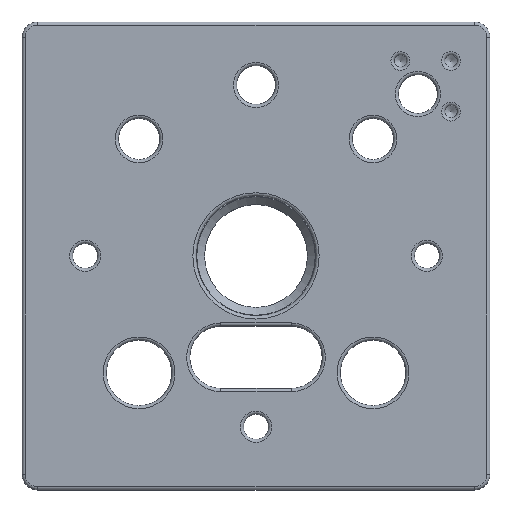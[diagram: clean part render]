
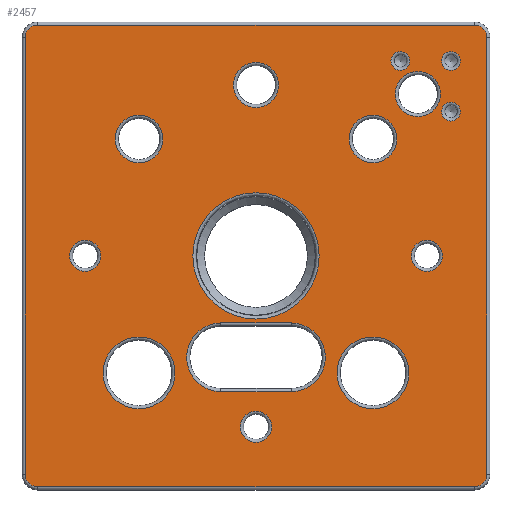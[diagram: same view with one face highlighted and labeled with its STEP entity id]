
A CAD part, top view. The second image highlights one B-rep face of the part: STEP entity #2457.
In plain terms, the highlighted planar face has unit normal (0, 0, 1).
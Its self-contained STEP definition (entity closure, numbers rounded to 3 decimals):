
#37=FACE_BOUND('',#684,.T.);
#38=FACE_BOUND('',#685,.T.);
#39=FACE_BOUND('',#686,.T.);
#40=FACE_BOUND('',#687,.T.);
#41=FACE_BOUND('',#688,.T.);
#42=FACE_BOUND('',#689,.T.);
#43=FACE_BOUND('',#690,.T.);
#44=FACE_BOUND('',#691,.T.);
#45=FACE_BOUND('',#692,.T.);
#46=FACE_BOUND('',#693,.T.);
#47=FACE_BOUND('',#694,.T.);
#48=FACE_BOUND('',#695,.T.);
#49=FACE_BOUND('',#696,.T.);
#50=FACE_BOUND('',#697,.T.);
#71=PLANE('',#2643);
#110=LINE('',#3877,#280);
#112=LINE('',#3889,#282);
#114=LINE('',#3901,#284);
#116=LINE('',#3910,#286);
#128=LINE('',#3940,#298);
#129=LINE('',#3944,#299);
#280=VECTOR('',#2989,10.);
#282=VECTOR('',#3003,10.);
#284=VECTOR('',#3017,10.);
#286=VECTOR('',#3029,10.);
#298=VECTOR('',#3055,10.);
#299=VECTOR('',#3058,10.);
#529=FACE_OUTER_BOUND('',#683,.T.);
#683=EDGE_LOOP('',(#1703,#1704,#1705,#1706,#1707,#1708,#1709,#1710));
#684=EDGE_LOOP('',(#1711,#1712,#1713,#1714));
#685=EDGE_LOOP('',(#1715));
#686=EDGE_LOOP('',(#1716));
#687=EDGE_LOOP('',(#1717));
#688=EDGE_LOOP('',(#1718));
#689=EDGE_LOOP('',(#1719));
#690=EDGE_LOOP('',(#1720));
#691=EDGE_LOOP('',(#1721));
#692=EDGE_LOOP('',(#1722));
#693=EDGE_LOOP('',(#1723));
#694=EDGE_LOOP('',(#1724));
#695=EDGE_LOOP('',(#1725));
#696=EDGE_LOOP('',(#1726));
#697=EDGE_LOOP('',(#1727));
#858=CIRCLE('',#2615,1.6);
#864=CIRCLE('',#2623,1.6);
#868=CIRCLE('',#2629,1.6);
#872=CIRCLE('',#2635,1.6);
#875=CIRCLE('',#2644,4.4);
#876=CIRCLE('',#2645,4.4);
#877=CIRCLE('',#2646,3.05);
#878=CIRCLE('',#2647,4.6);
#879=CIRCLE('',#2648,2.);
#880=CIRCLE('',#2649,2.);
#881=CIRCLE('',#2650,1.2);
#882=CIRCLE('',#2651,2.9);
#883=CIRCLE('',#2652,2.9);
#884=CIRCLE('',#2653,1.2);
#885=CIRCLE('',#2654,1.2);
#886=CIRCLE('',#2655,2.);
#887=CIRCLE('',#2656,4.6);
#888=CIRCLE('',#2657,3.05);
#889=CIRCLE('',#2658,8.1);
#1046=VERTEX_POINT('',#3865);
#1047=VERTEX_POINT('',#3867);
#1049=VERTEX_POINT('',#3873);
#1051=VERTEX_POINT('',#3879);
#1053=VERTEX_POINT('',#3885);
#1055=VERTEX_POINT('',#3891);
#1057=VERTEX_POINT('',#3897);
#1059=VERTEX_POINT('',#3903);
#1070=VERTEX_POINT('',#3938);
#1071=VERTEX_POINT('',#3939);
#1072=VERTEX_POINT('',#3941);
#1073=VERTEX_POINT('',#3943);
#1074=VERTEX_POINT('',#3946);
#1075=VERTEX_POINT('',#3948);
#1076=VERTEX_POINT('',#3950);
#1077=VERTEX_POINT('',#3952);
#1078=VERTEX_POINT('',#3954);
#1079=VERTEX_POINT('',#3956);
#1080=VERTEX_POINT('',#3958);
#1081=VERTEX_POINT('',#3960);
#1082=VERTEX_POINT('',#3962);
#1083=VERTEX_POINT('',#3964);
#1084=VERTEX_POINT('',#3966);
#1085=VERTEX_POINT('',#3968);
#1086=VERTEX_POINT('',#3970);
#1276=EDGE_CURVE('',#1046,#1047,#858,.T.);
#1281=EDGE_CURVE('',#1047,#1049,#110,.T.);
#1284=EDGE_CURVE('',#1049,#1051,#864,.T.);
#1287=EDGE_CURVE('',#1051,#1053,#112,.T.);
#1290=EDGE_CURVE('',#1053,#1055,#868,.T.);
#1293=EDGE_CURVE('',#1055,#1057,#114,.T.);
#1296=EDGE_CURVE('',#1057,#1059,#872,.T.);
#1298=EDGE_CURVE('',#1059,#1046,#116,.T.);
#1312=EDGE_CURVE('',#1070,#1071,#128,.T.);
#1313=EDGE_CURVE('',#1072,#1070,#875,.T.);
#1314=EDGE_CURVE('',#1073,#1072,#129,.T.);
#1315=EDGE_CURVE('',#1071,#1073,#876,.T.);
#1316=EDGE_CURVE('',#1074,#1074,#877,.T.);
#1317=EDGE_CURVE('',#1075,#1075,#878,.T.);
#1318=EDGE_CURVE('',#1076,#1076,#879,.T.);
#1319=EDGE_CURVE('',#1077,#1077,#880,.T.);
#1320=EDGE_CURVE('',#1078,#1078,#881,.T.);
#1321=EDGE_CURVE('',#1079,#1079,#882,.T.);
#1322=EDGE_CURVE('',#1080,#1080,#883,.T.);
#1323=EDGE_CURVE('',#1081,#1081,#884,.T.);
#1324=EDGE_CURVE('',#1082,#1082,#885,.T.);
#1325=EDGE_CURVE('',#1083,#1083,#886,.T.);
#1326=EDGE_CURVE('',#1084,#1084,#887,.T.);
#1327=EDGE_CURVE('',#1085,#1085,#888,.T.);
#1328=EDGE_CURVE('',#1086,#1086,#889,.T.);
#1703=ORIENTED_EDGE('',*,*,#1276,.F.);
#1704=ORIENTED_EDGE('',*,*,#1298,.F.);
#1705=ORIENTED_EDGE('',*,*,#1296,.F.);
#1706=ORIENTED_EDGE('',*,*,#1293,.F.);
#1707=ORIENTED_EDGE('',*,*,#1290,.F.);
#1708=ORIENTED_EDGE('',*,*,#1287,.F.);
#1709=ORIENTED_EDGE('',*,*,#1284,.F.);
#1710=ORIENTED_EDGE('',*,*,#1281,.F.);
#1711=ORIENTED_EDGE('',*,*,#1312,.F.);
#1712=ORIENTED_EDGE('',*,*,#1313,.F.);
#1713=ORIENTED_EDGE('',*,*,#1314,.F.);
#1714=ORIENTED_EDGE('',*,*,#1315,.F.);
#1715=ORIENTED_EDGE('',*,*,#1316,.F.);
#1716=ORIENTED_EDGE('',*,*,#1317,.F.);
#1717=ORIENTED_EDGE('',*,*,#1318,.F.);
#1718=ORIENTED_EDGE('',*,*,#1319,.F.);
#1719=ORIENTED_EDGE('',*,*,#1320,.F.);
#1720=ORIENTED_EDGE('',*,*,#1321,.F.);
#1721=ORIENTED_EDGE('',*,*,#1322,.F.);
#1722=ORIENTED_EDGE('',*,*,#1323,.F.);
#1723=ORIENTED_EDGE('',*,*,#1324,.F.);
#1724=ORIENTED_EDGE('',*,*,#1325,.F.);
#1725=ORIENTED_EDGE('',*,*,#1326,.F.);
#1726=ORIENTED_EDGE('',*,*,#1327,.F.);
#1727=ORIENTED_EDGE('',*,*,#1328,.F.);
#2457=ADVANCED_FACE('',(#529,#37,#38,#39,#40,#41,#42,#43,#44,#45,#46,#47,
#48,#49,#50),#71,.T.);
#2615=AXIS2_PLACEMENT_3D('',#3868,#2978,#2979);
#2623=AXIS2_PLACEMENT_3D('',#3883,#2996,#2997);
#2629=AXIS2_PLACEMENT_3D('',#3895,#3010,#3011);
#2635=AXIS2_PLACEMENT_3D('',#3907,#3024,#3025);
#2643=AXIS2_PLACEMENT_3D('',#3937,#3053,#3054);
#2644=AXIS2_PLACEMENT_3D('',#3942,#3056,#3057);
#2645=AXIS2_PLACEMENT_3D('',#3945,#3059,#3060);
#2646=AXIS2_PLACEMENT_3D('',#3947,#3061,#3062);
#2647=AXIS2_PLACEMENT_3D('',#3949,#3063,#3064);
#2648=AXIS2_PLACEMENT_3D('',#3951,#3065,#3066);
#2649=AXIS2_PLACEMENT_3D('',#3953,#3067,#3068);
#2650=AXIS2_PLACEMENT_3D('',#3955,#3069,#3070);
#2651=AXIS2_PLACEMENT_3D('',#3957,#3071,#3072);
#2652=AXIS2_PLACEMENT_3D('',#3959,#3073,#3074);
#2653=AXIS2_PLACEMENT_3D('',#3961,#3075,#3076);
#2654=AXIS2_PLACEMENT_3D('',#3963,#3077,#3078);
#2655=AXIS2_PLACEMENT_3D('',#3965,#3079,#3080);
#2656=AXIS2_PLACEMENT_3D('',#3967,#3081,#3082);
#2657=AXIS2_PLACEMENT_3D('',#3969,#3083,#3084);
#2658=AXIS2_PLACEMENT_3D('',#3971,#3085,#3086);
#2978=DIRECTION('center_axis',(0.,0.,-1.));
#2979=DIRECTION('ref_axis',(0.707,0.707,0.));
#2989=DIRECTION('',(0.,-1.,0.));
#2996=DIRECTION('center_axis',(0.,0.,-1.));
#2997=DIRECTION('ref_axis',(0.707,-0.707,0.));
#3003=DIRECTION('',(-1.,0.,0.));
#3010=DIRECTION('center_axis',(0.,0.,-1.));
#3011=DIRECTION('ref_axis',(-0.707,-0.707,0.));
#3017=DIRECTION('',(0.,1.,0.));
#3024=DIRECTION('center_axis',(0.,0.,-1.));
#3025=DIRECTION('ref_axis',(-0.707,0.707,0.));
#3029=DIRECTION('',(1.,0.,0.));
#3053=DIRECTION('center_axis',(0.,0.,1.));
#3054=DIRECTION('ref_axis',(1.,0.,0.));
#3055=DIRECTION('',(1.,0.,0.));
#3056=DIRECTION('center_axis',(0.,0.,1.));
#3057=DIRECTION('ref_axis',(-1.,0.,0.));
#3058=DIRECTION('',(-1.,0.,0.));
#3059=DIRECTION('center_axis',(0.,0.,1.));
#3060=DIRECTION('ref_axis',(1.,0.,0.));
#3061=DIRECTION('center_axis',(0.,0.,1.));
#3062=DIRECTION('ref_axis',(-1.,0.,0.));
#3063=DIRECTION('center_axis',(0.,0.,1.));
#3064=DIRECTION('ref_axis',(-1.,0.,0.));
#3065=DIRECTION('center_axis',(0.,0.,1.));
#3066=DIRECTION('ref_axis',(-1.,0.,0.));
#3067=DIRECTION('center_axis',(0.,0.,1.));
#3068=DIRECTION('ref_axis',(-1.,0.,0.));
#3069=DIRECTION('center_axis',(0.,0.,1.));
#3070=DIRECTION('ref_axis',(-1.,0.,0.));
#3071=DIRECTION('center_axis',(0.,0.,1.));
#3072=DIRECTION('ref_axis',(-1.,0.,0.));
#3073=DIRECTION('center_axis',(0.,0.,1.));
#3074=DIRECTION('ref_axis',(-1.,0.,0.));
#3075=DIRECTION('center_axis',(0.,0.,1.));
#3076=DIRECTION('ref_axis',(-1.,0.,0.));
#3077=DIRECTION('center_axis',(0.,0.,1.));
#3078=DIRECTION('ref_axis',(-1.,0.,0.));
#3079=DIRECTION('center_axis',(0.,0.,1.));
#3080=DIRECTION('ref_axis',(-1.,0.,0.));
#3081=DIRECTION('center_axis',(0.,0.,1.));
#3082=DIRECTION('ref_axis',(-1.,0.,0.));
#3083=DIRECTION('center_axis',(0.,0.,1.));
#3084=DIRECTION('ref_axis',(-1.,0.,0.));
#3085=DIRECTION('center_axis',(0.,0.,1.));
#3086=DIRECTION('ref_axis',(1.,0.,0.));
#3865=CARTESIAN_POINT('',(28.,29.6,0.));
#3867=CARTESIAN_POINT('',(29.6,28.,0.));
#3868=CARTESIAN_POINT('Origin',(28.,28.,0.));
#3873=CARTESIAN_POINT('',(29.6,-28.,0.));
#3877=CARTESIAN_POINT('',(29.6,15.,0.));
#3879=CARTESIAN_POINT('',(28.,-29.6,0.));
#3883=CARTESIAN_POINT('Origin',(28.,-28.,0.));
#3885=CARTESIAN_POINT('',(-28.,-29.6,0.));
#3889=CARTESIAN_POINT('',(15.,-29.6,0.));
#3891=CARTESIAN_POINT('',(-29.6,-28.,0.));
#3895=CARTESIAN_POINT('Origin',(-28.,-28.,0.));
#3897=CARTESIAN_POINT('',(-29.6,28.,0.));
#3901=CARTESIAN_POINT('',(-29.6,-15.,0.));
#3903=CARTESIAN_POINT('',(-28.,29.6,0.));
#3907=CARTESIAN_POINT('Origin',(-28.,28.,0.));
#3910=CARTESIAN_POINT('',(-15.,29.6,0.));
#3937=CARTESIAN_POINT('Origin',(0.,0.,0.));
#3938=CARTESIAN_POINT('',(-4.5,-17.4,0.));
#3939=CARTESIAN_POINT('',(4.5,-17.4,0.));
#3940=CARTESIAN_POINT('',(2.25,-17.4,0.));
#3941=CARTESIAN_POINT('',(-4.5,-8.6,0.));
#3942=CARTESIAN_POINT('Origin',(-4.5,-13.,0.));
#3943=CARTESIAN_POINT('',(4.5,-8.6,0.));
#3944=CARTESIAN_POINT('',(-2.25,-8.6,0.));
#3945=CARTESIAN_POINT('Origin',(4.5,-13.,0.));
#3946=CARTESIAN_POINT('',(18.05,15.,0.));
#3947=CARTESIAN_POINT('Origin',(15.,15.,0.));
#3948=CARTESIAN_POINT('',(19.6,-15.,0.));
#3949=CARTESIAN_POINT('Origin',(15.,-15.,0.));
#3950=CARTESIAN_POINT('',(23.92,0.,0.));
#3951=CARTESIAN_POINT('Origin',(21.92,0.,0.));
#3952=CARTESIAN_POINT('',(2.,-21.92,0.));
#3953=CARTESIAN_POINT('Origin',(0.,-21.92,
0.));
#3954=CARTESIAN_POINT('',(19.7,25.,0.));
#3955=CARTESIAN_POINT('Origin',(18.5,25.,0.));
#3956=CARTESIAN_POINT('',(2.9,21.92,0.));
#3957=CARTESIAN_POINT('Origin',(0.,21.92,0.));
#3958=CARTESIAN_POINT('',(23.657,20.757,0.));
#3959=CARTESIAN_POINT('Origin',(20.757,20.757,0.));
#3960=CARTESIAN_POINT('',(26.2,25.,0.));
#3961=CARTESIAN_POINT('Origin',(25.,25.,0.));
#3962=CARTESIAN_POINT('',(26.2,18.5,0.));
#3963=CARTESIAN_POINT('Origin',(25.,18.5,0.));
#3964=CARTESIAN_POINT('',(-19.92,0.,0.));
#3965=CARTESIAN_POINT('Origin',(-21.92,0.,
0.));
#3966=CARTESIAN_POINT('',(-10.4,-15.,0.));
#3967=CARTESIAN_POINT('Origin',(-15.,-15.,0.));
#3968=CARTESIAN_POINT('',(-11.95,15.,0.));
#3969=CARTESIAN_POINT('Origin',(-15.,15.,0.));
#3970=CARTESIAN_POINT('',(8.1,0.,0.));
#3971=CARTESIAN_POINT('Origin',(0.,0.,0.));
